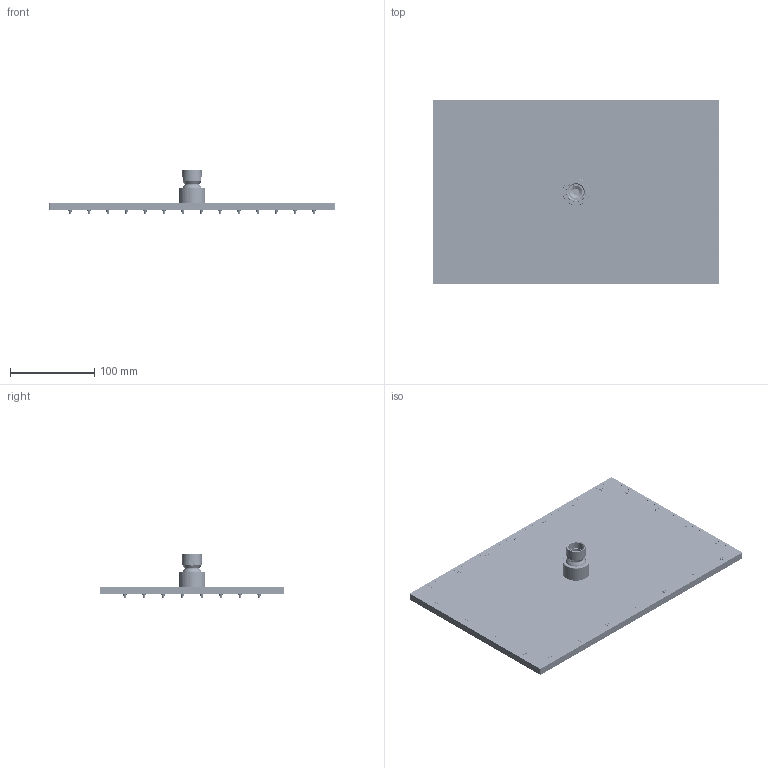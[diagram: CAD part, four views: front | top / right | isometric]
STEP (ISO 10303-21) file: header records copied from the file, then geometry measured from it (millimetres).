
FILE_DESCRIPTION((''),'2;1');
FILE_NAME('ZSOF091CR','2021-05-05T10:50:31',('ut3'),('PAFFONI SpA'),'CREO PARAMETRIC BY PTC INC, 2020044','CREO PARAMETRIC BY PTC INC, 2020044','');
FILE_SCHEMA(('CONFIG_CONTROL_DESIGN','SHAPE_APPEARANCE_LAYERS_GROUPS'));
Products named in the file (1): ZSOF091CR
Bounding box: 340 x 220 x 51.9 mm (x, y, z)
Volume: 242807.5 mm3; surface area: 330641 mm2
Topology: 1 solids, 1 shells, 3979 faces, 8486 edges, 4903 vertices
Faces by surface type: torus 2025, cylinder 1012, plane 478, cone 460, sphere 4
Entity records: 137583 total; most frequent: DIRECTION 22902, CARTESIAN_POINT 18910, ORIENTED_EDGE 16972, AXIS2_PLACEMENT_3D 10617, EDGE_CURVE 8486, CIRCLE 6638, VERTEX_POINT 4903, EDGE_LOOP 4641
